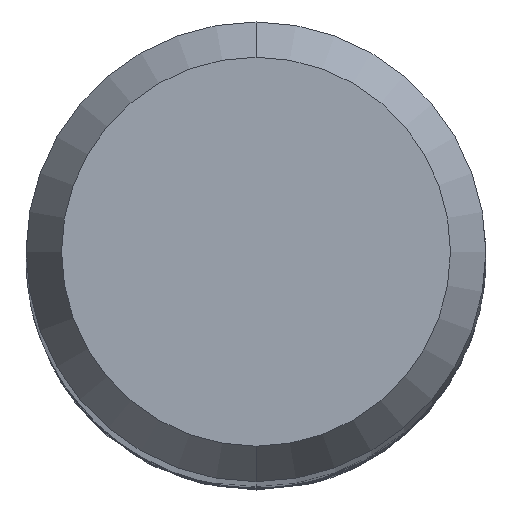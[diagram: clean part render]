
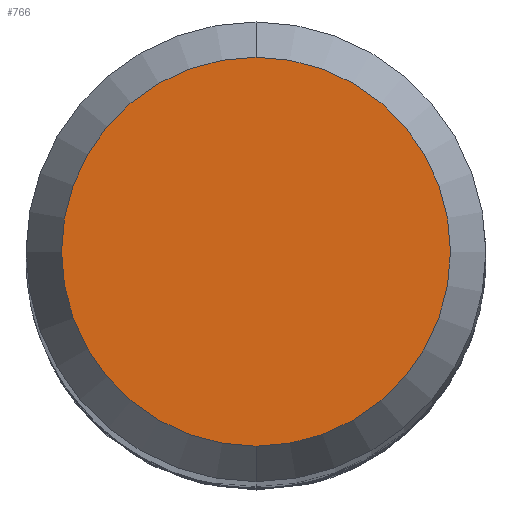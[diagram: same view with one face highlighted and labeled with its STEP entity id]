
A CAD part, top view. The second image highlights one B-rep face of the part: STEP entity #766.
In plain terms, the highlighted planar face has unit normal (0, 0, 1).
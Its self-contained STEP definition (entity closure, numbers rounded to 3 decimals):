
#766=ADVANCED_FACE('',(#1907),#1908,.T.);
#1130=VERTEX_POINT('',#2303);
#1132=EDGE_CURVE('',#1416,#1130,#2305,.T.);
#1398=EDGE_CURVE('',#1130,#1416,#2595,.T.);
#1416=VERTEX_POINT('',#2615);
#1907=FACE_OUTER_BOUND('',#4299,.T.);
#1908=PLANE('',#4300);
#2303=CARTESIAN_POINT('',(0.,-2.538,0.0));
#2305=CIRCLE('',#7138,2.538);
#2595=CIRCLE('',#9714,2.538);
#2615=CARTESIAN_POINT('',(0.0,2.538,0.0));
#4299=EDGE_LOOP('',(#13649,#13650));
#4300=AXIS2_PLACEMENT_3D('',#13651,#13652,#13653);
#7138=AXIS2_PLACEMENT_3D('',#14071,#14072,#14073);
#9714=AXIS2_PLACEMENT_3D('',#14388,#14389,#14390);
#13649=ORIENTED_EDGE('',*,*,#1132,.F.);
#13650=ORIENTED_EDGE('',*,*,#1398,.F.);
#13651=CARTESIAN_POINT('',(0.0,1.269,0.0));
#13652=DIRECTION('',(-0.0,0.0,1.0));
#13653=DIRECTION('',(0.0,-1.0,0.0));
#14071=CARTESIAN_POINT('',(0.0,0.0,0.0));
#14072=DIRECTION('',(0.0,0.0,-1.0));
#14073=DIRECTION('',(0.0,1.0,0.0));
#14388=CARTESIAN_POINT('',(0.0,0.0,0.0));
#14389=DIRECTION('',(0.0,0.0,-1.0));
#14390=DIRECTION('',(0.0,1.0,0.0));
